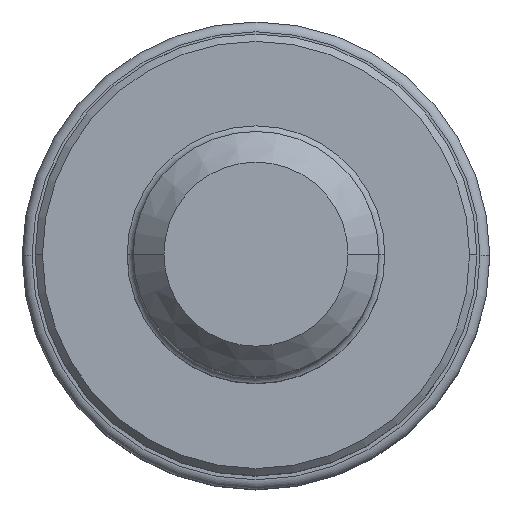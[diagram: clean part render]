
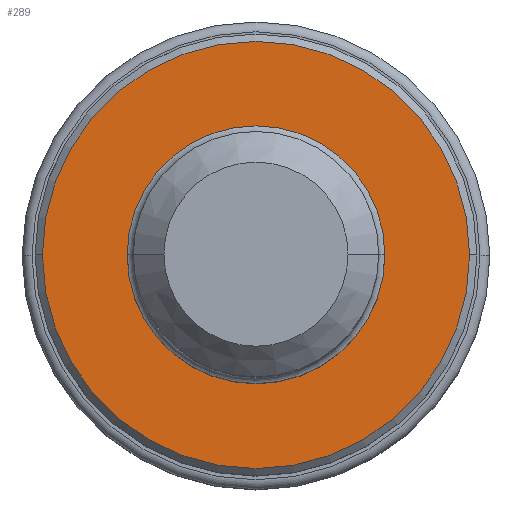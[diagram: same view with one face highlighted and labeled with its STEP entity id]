
A CAD part, top view. The second image highlights one B-rep face of the part: STEP entity #289.
In plain terms, the highlighted planar face has unit normal (0, 0, 1).
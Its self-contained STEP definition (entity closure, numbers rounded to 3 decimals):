
#160=PLANE('',#2228);
#168=FACE_BOUND('',#534,.T.);
#169=FACE_BOUND('',#535,.T.);
#289=ADVANCED_FACE('',(#168,#169),#160,.F.);
#534=EDGE_LOOP('',(#975,#976));
#535=EDGE_LOOP('',(#977,#978));
#975=ORIENTED_EDGE('',*,*,#1403,.F.);
#976=ORIENTED_EDGE('',*,*,#1400,.F.);
#977=ORIENTED_EDGE('',*,*,#1404,.F.);
#978=ORIENTED_EDGE('',*,*,#1405,.F.);
#1170=VERTEX_POINT('',#4205);
#1171=VERTEX_POINT('',#4206);
#1172=VERTEX_POINT('',#4213);
#1173=VERTEX_POINT('',#4214);
#1400=EDGE_CURVE('',#1170,#1171,#1702,.T.);
#1403=EDGE_CURVE('',#1171,#1170,#1703,.T.);
#1404=EDGE_CURVE('',#1172,#1173,#1704,.T.);
#1405=EDGE_CURVE('',#1173,#1172,#1705,.T.);
#1702=CIRCLE('',#2222,8.7);
#1703=CIRCLE('',#2224,8.7);
#1704=CIRCLE('',#2226,5.25);
#1705=CIRCLE('',#2227,5.25);
#2222=AXIS2_PLACEMENT_3D('',#4204,#2741,#2742);
#2224=AXIS2_PLACEMENT_3D('',#4210,#2747,#2748);
#2226=AXIS2_PLACEMENT_3D('',#4212,#2751,#2752);
#2227=AXIS2_PLACEMENT_3D('',#4215,#2753,#2754);
#2228=AXIS2_PLACEMENT_3D('',#4216,#2755,#2756);
#2741=DIRECTION('',(0.,0.,-1.));
#2742=DIRECTION('',(1.,0.,0.));
#2747=DIRECTION('',(0.,0.,-1.));
#2748=DIRECTION('',(-1.,0.,0.));
#2751=DIRECTION('',(0.,0.,1.));
#2752=DIRECTION('',(-1.,0.,0.));
#2753=DIRECTION('',(0.,0.,1.));
#2754=DIRECTION('',(1.,0.,0.));
#2755=DIRECTION('',(0.,0.,-1.));
#2756=DIRECTION('',(1.,0.,0.));
#4204=CARTESIAN_POINT('',(0.,0.,0.));
#4205=CARTESIAN_POINT('',(8.7,0.,0.));
#4206=CARTESIAN_POINT('',(-8.7,0.,0.));
#4210=CARTESIAN_POINT('',(0.,0.,0.));
#4212=CARTESIAN_POINT('',(0.,0.,0.));
#4213=CARTESIAN_POINT('',(-5.25,0.,0.));
#4214=CARTESIAN_POINT('',(5.25,0.,0.));
#4215=CARTESIAN_POINT('',(0.,0.,0.));
#4216=CARTESIAN_POINT('',(0.,0.,0.));
